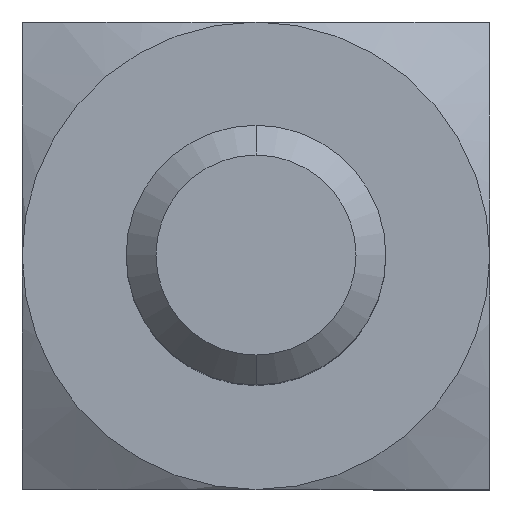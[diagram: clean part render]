
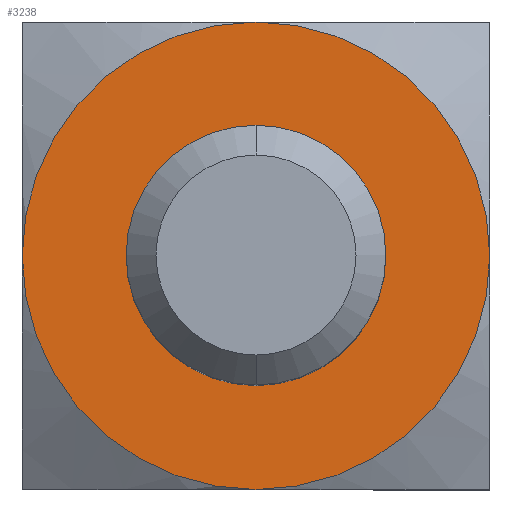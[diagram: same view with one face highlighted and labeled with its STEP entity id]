
A CAD part, top view. The second image highlights one B-rep face of the part: STEP entity #3238.
In plain terms, the highlighted planar face has unit normal (0, 0, 1).
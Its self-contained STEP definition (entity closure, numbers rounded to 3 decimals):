
#14 = CIRCLE ( 'NONE', #4108, 2.5 ) ;
#63 = EDGE_CURVE ( 'NONE', #1170, #1988, #2429, .T. ) ;
#124 = FACE_BOUND ( 'NONE', #2975, .T. ) ;
#267 = DIRECTION ( 'NONE',  ( 0., 0., 1. ) ) ;
#290 = DIRECTION ( 'NONE',  ( 0., 0., 1. ) ) ;
#368 = EDGE_CURVE ( 'NONE', #4223, #1170, #397, .T. ) ;
#397 = CIRCLE ( 'NONE', #645, 4.5 ) ;
#645 = AXIS2_PLACEMENT_3D ( 'NONE', #1489, #3483, #1148 ) ;
#670 = EDGE_CURVE ( 'NONE', #1304, #4223, #3405, .T. ) ;
#751 = CARTESIAN_POINT ( 'NONE',  ( 0., 0., 4.5 ) ) ;
#914 = PLANE ( 'NONE',  #2126 ) ;
#970 = AXIS2_PLACEMENT_3D ( 'NONE', #1945, #290, #2286 ) ;
#976 = DIRECTION ( 'NONE',  ( 0., 0., 1. ) ) ;
#1085 = DIRECTION ( 'NONE',  ( 0., 1., 0. ) ) ;
#1147 = EDGE_CURVE ( 'NONE', #3661, #2029, #2207, .T. ) ;
#1148 = DIRECTION ( 'NONE',  ( 0., 1., 0. ) ) ;
#1170 = VERTEX_POINT ( 'NONE', #1188 ) ;
#1188 = CARTESIAN_POINT ( 'NONE',  ( 0., 4.5, 4.5 ) ) ;
#1244 = DIRECTION ( 'NONE',  ( 1., 0., 0. ) ) ;
#1304 = VERTEX_POINT ( 'NONE', #2311 ) ;
#1489 = CARTESIAN_POINT ( 'NONE',  ( 0., 0., 4.5 ) ) ;
#1768 = CIRCLE ( 'NONE', #970, 4.5 ) ;
#1865 = CARTESIAN_POINT ( 'NONE',  ( 0., 0., 4.5 ) ) ;
#1904 = AXIS2_PLACEMENT_3D ( 'NONE', #1954, #976, #2970 ) ;
#1945 = CARTESIAN_POINT ( 'NONE',  ( 0., 0., 4.5 ) ) ;
#1954 = CARTESIAN_POINT ( 'NONE',  ( 0., 0., 4.5 ) ) ;
#1962 = CARTESIAN_POINT ( 'NONE',  ( 2.5, 0., 4.5 ) ) ;
#1988 = VERTEX_POINT ( 'NONE', #3582 ) ;
#2000 = EDGE_CURVE ( 'NONE', #1988, #1304, #1768, .T. ) ;
#2029 = VERTEX_POINT ( 'NONE', #1962 ) ;
#2126 = AXIS2_PLACEMENT_3D ( 'NONE', #2243, #3243, #1244 ) ;
#2177 = ORIENTED_EDGE ( 'NONE', *, *, #670, .T. ) ;
#2205 = DIRECTION ( 'NONE',  ( 1., 0., 0. ) ) ;
#2207 = CIRCLE ( 'NONE', #3308, 2.5 ) ;
#2222 = ORIENTED_EDGE ( 'NONE', *, *, #63, .T. ) ;
#2243 = CARTESIAN_POINT ( 'NONE',  ( -4.5, -4.5, 4.5 ) ) ;
#2264 = CARTESIAN_POINT ( 'NONE',  ( 0., 0., 4.5 ) ) ;
#2286 = DIRECTION ( 'NONE',  ( 0., 1., 0. ) ) ;
#2311 = CARTESIAN_POINT ( 'NONE',  ( 0., -4.5, 4.5 ) ) ;
#2429 = CIRCLE ( 'NONE', #4156, 4.5 ) ;
#2603 = DIRECTION ( 'NONE',  ( 1., 0., 0. ) ) ;
#2678 = ORIENTED_EDGE ( 'NONE', *, *, #4155, .F. ) ;
#2685 = FACE_OUTER_BOUND ( 'NONE', #3921, .T. ) ;
#2970 = DIRECTION ( 'NONE',  ( 0., 1., 0. ) ) ;
#2975 = EDGE_LOOP ( 'NONE', ( #2678, #3956 ) ) ;
#3089 = DIRECTION ( 'NONE',  ( 0., 0., 1. ) ) ;
#3238 = ADVANCED_FACE ( 'NONE', ( #2685, #124 ), #914, .T. ) ;
#3243 = DIRECTION ( 'NONE',  ( 0., 0., 1. ) ) ;
#3308 = AXIS2_PLACEMENT_3D ( 'NONE', #1865, #4197, #2205 ) ;
#3405 = CIRCLE ( 'NONE', #1904, 4.5 ) ;
#3437 = ORIENTED_EDGE ( 'NONE', *, *, #2000, .T. ) ;
#3468 = CARTESIAN_POINT ( 'NONE',  ( -2.5, 0., 4.5 ) ) ;
#3483 = DIRECTION ( 'NONE',  ( 0., 0., 1. ) ) ;
#3582 = CARTESIAN_POINT ( 'NONE',  ( -4.5, 0., 4.5 ) ) ;
#3613 = CARTESIAN_POINT ( 'NONE',  ( 4.5, 0., 4.5 ) ) ;
#3661 = VERTEX_POINT ( 'NONE', #3468 ) ;
#3893 = ORIENTED_EDGE ( 'NONE', *, *, #368, .T. ) ;
#3921 = EDGE_LOOP ( 'NONE', ( #2222, #3437, #2177, #3893 ) ) ;
#3956 = ORIENTED_EDGE ( 'NONE', *, *, #1147, .F. ) ;
#4108 = AXIS2_PLACEMENT_3D ( 'NONE', #2264, #267, #2603 ) ;
#4155 = EDGE_CURVE ( 'NONE', #2029, #3661, #14, .T. ) ;
#4156 = AXIS2_PLACEMENT_3D ( 'NONE', #751, #3089, #1085 ) ;
#4197 = DIRECTION ( 'NONE',  ( 0., 0., 1. ) ) ;
#4223 = VERTEX_POINT ( 'NONE', #3613 ) ;
